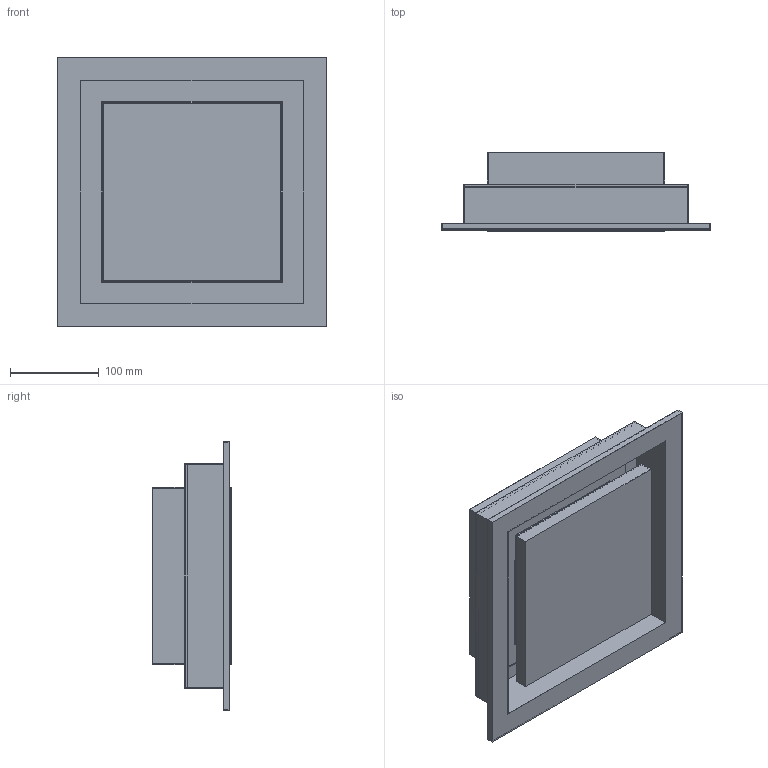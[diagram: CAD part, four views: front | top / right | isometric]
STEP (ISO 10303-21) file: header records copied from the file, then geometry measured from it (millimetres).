
FILE_DESCRIPTION((''),'2;1');
FILE_NAME('VENT-BRW600','2021-02-12T',('seona'),(''),'CREO PARAMETRIC BY PTC INC, 2016260','CREO PARAMETRIC BY PTC INC, 2016260','');
FILE_SCHEMA(('CONFIG_CONTROL_DESIGN'));
Length unit declared in the file: millimetre
Products named in the file (1): VENT-BRW600
Bounding box: 303 x 89 x 303 mm (x, y, z)
Volume: 318772.1 mm3; surface area: 642487.2 mm2
Topology: 4 solids, 5 shells, 127 faces, 292 edges, 180 vertices
Faces by surface type: plane 87, cylinder 28, torus 4, bspline 4, sphere 4
Entity records: 3624 total; most frequent: CARTESIAN_POINT 751, ORIENTED_EDGE 576, DIRECTION 558, EDGE_CURVE 288, VECTOR 232, LINE 232, VERTEX_POINT 180, AXIS2_PLACEMENT_3D 163
